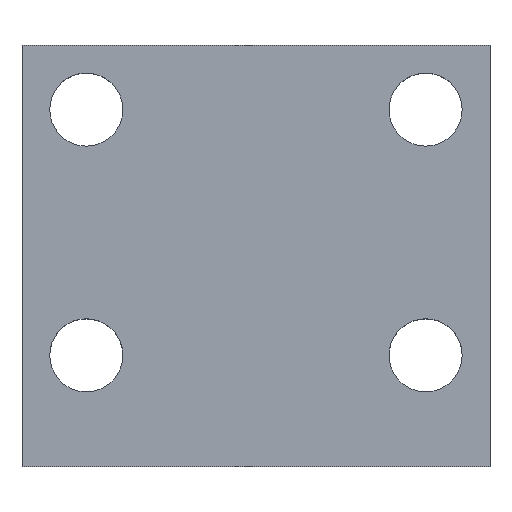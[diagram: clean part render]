
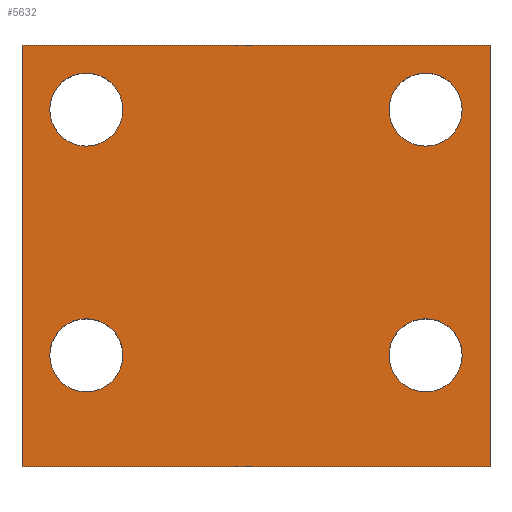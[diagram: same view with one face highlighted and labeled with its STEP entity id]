
A CAD part, top view. The second image highlights one B-rep face of the part: STEP entity #5632.
In plain terms, the highlighted planar face has unit normal (0, 0, 1).
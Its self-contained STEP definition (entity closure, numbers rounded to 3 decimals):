
#37=CIRCLE('',#5886,9.919);
#40=CIRCLE('',#5890,9.919);
#43=CIRCLE('',#5894,9.919);
#46=CIRCLE('',#5898,9.919);
#78=FACE_BOUND('',#883,.T.);
#79=FACE_BOUND('',#884,.T.);
#80=FACE_BOUND('',#885,.T.);
#81=FACE_BOUND('',#886,.T.);
#304=PLANE('',#5903);
#582=FACE_OUTER_BOUND('',#882,.T.);
#882=EDGE_LOOP('',(#5020,#5021,#5022,#5023));
#883=EDGE_LOOP('',(#5024));
#884=EDGE_LOOP('',(#5025));
#885=EDGE_LOOP('',(#5026));
#886=EDGE_LOOP('',(#5027));
#1124=LINE('',#8275,#1748);
#1515=LINE('',#9277,#2139);
#1518=LINE('',#9281,#2142);
#1520=LINE('',#9285,#2144);
#1748=VECTOR('',#6270,10.);
#2139=VECTOR('',#7029,10.);
#2142=VECTOR('',#7034,10.);
#2144=VECTOR('',#7040,10.);
#2463=VERTEX_POINT('',#8272);
#2464=VERTEX_POINT('',#8274);
#2750=VERTEX_POINT('',#9243);
#2753=VERTEX_POINT('',#9251);
#2756=VERTEX_POINT('',#9259);
#2759=VERTEX_POINT('',#9267);
#2762=VERTEX_POINT('',#9274);
#2763=VERTEX_POINT('',#9276);
#3081=EDGE_CURVE('',#2464,#2463,#1124,.T.);
#3505=EDGE_CURVE('',#2750,#2750,#37,.T.);
#3509=EDGE_CURVE('',#2753,#2753,#40,.T.);
#3513=EDGE_CURVE('',#2756,#2756,#43,.T.);
#3517=EDGE_CURVE('',#2759,#2759,#46,.T.);
#3520=EDGE_CURVE('',#2763,#2762,#1515,.T.);
#3523=EDGE_CURVE('',#2463,#2763,#1518,.T.);
#3525=EDGE_CURVE('',#2762,#2464,#1520,.T.);
#5020=ORIENTED_EDGE('',*,*,#3525,.T.);
#5021=ORIENTED_EDGE('',*,*,#3081,.T.);
#5022=ORIENTED_EDGE('',*,*,#3523,.T.);
#5023=ORIENTED_EDGE('',*,*,#3520,.T.);
#5024=ORIENTED_EDGE('',*,*,#3505,.T.);
#5025=ORIENTED_EDGE('',*,*,#3509,.T.);
#5026=ORIENTED_EDGE('',*,*,#3513,.T.);
#5027=ORIENTED_EDGE('',*,*,#3517,.T.);
#5632=ADVANCED_FACE('',(#582,#78,#79,#80,#81),#304,.T.);
#5886=AXIS2_PLACEMENT_3D('',#9245,#6996,#6997);
#5890=AXIS2_PLACEMENT_3D('',#9253,#7005,#7006);
#5894=AXIS2_PLACEMENT_3D('',#9261,#7014,#7015);
#5898=AXIS2_PLACEMENT_3D('',#9269,#7023,#7024);
#5903=AXIS2_PLACEMENT_3D('',#9286,#7041,#7042);
#6270=DIRECTION('',(0.,1.,0.));
#6996=DIRECTION('center_axis',(0.,0.,-1.));
#6997=DIRECTION('ref_axis',(1.,0.,0.));
#7005=DIRECTION('center_axis',(0.,0.,-1.));
#7006=DIRECTION('ref_axis',(1.,0.,0.));
#7014=DIRECTION('center_axis',(0.,0.,-1.));
#7015=DIRECTION('ref_axis',(1.,0.,0.));
#7023=DIRECTION('center_axis',(0.,0.,-1.));
#7024=DIRECTION('ref_axis',(1.,0.,0.));
#7029=DIRECTION('',(0.,-1.,0.));
#7034=DIRECTION('',(-1.,0.,0.));
#7040=DIRECTION('',(1.,0.,0.));
#7041=DIRECTION('center_axis',(0.,0.,1.));
#7042=DIRECTION('ref_axis',(1.,0.,0.));
#8272=CARTESIAN_POINT('',(127.,114.3,25.4));
#8274=CARTESIAN_POINT('',(127.,0.,25.4));
#8275=CARTESIAN_POINT('',(127.,0.,25.4));
#9243=CARTESIAN_POINT('',(99.606,96.85,25.4));
#9245=CARTESIAN_POINT('Origin',(109.525,96.85,25.4));
#9251=CARTESIAN_POINT('',(7.531,30.175,25.4));
#9253=CARTESIAN_POINT('Origin',(17.45,30.175,25.4));
#9259=CARTESIAN_POINT('',(7.531,96.85,25.4));
#9261=CARTESIAN_POINT('Origin',(17.45,96.85,25.4));
#9267=CARTESIAN_POINT('',(99.606,30.175,25.4));
#9269=CARTESIAN_POINT('Origin',(109.525,30.175,25.4));
#9274=CARTESIAN_POINT('',(0.,0.,25.4));
#9276=CARTESIAN_POINT('',(0.,114.3,25.4));
#9277=CARTESIAN_POINT('',(0.,114.3,25.4));
#9281=CARTESIAN_POINT('',(127.,114.3,25.4));
#9285=CARTESIAN_POINT('',(0.,0.,25.4));
#9286=CARTESIAN_POINT('Origin',(63.5,57.15,25.4));
